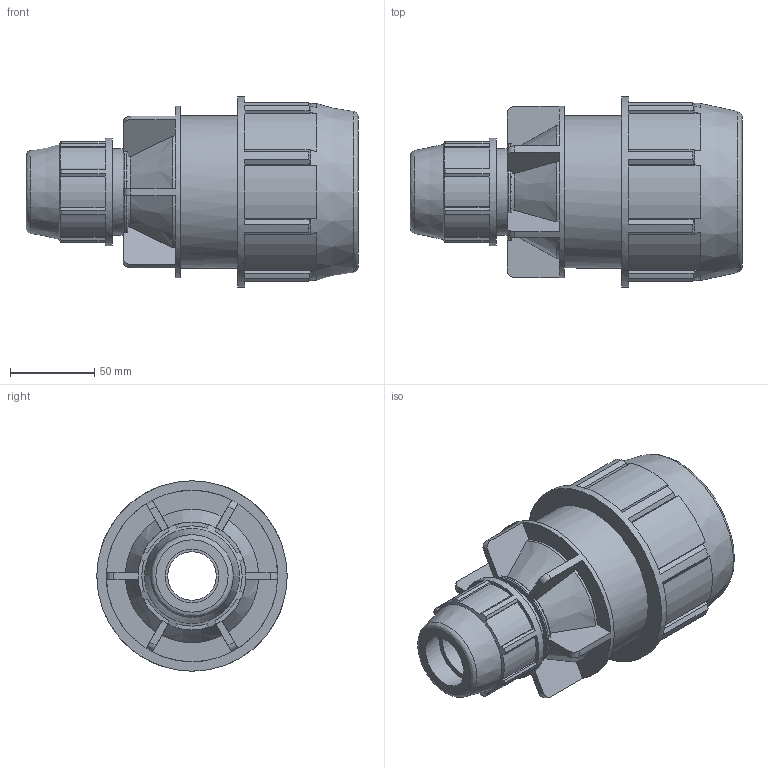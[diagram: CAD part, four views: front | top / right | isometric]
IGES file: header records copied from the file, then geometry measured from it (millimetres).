
Global section: file name: 071100063032_181100063032_0711060630320A.ipt; native system: Autodesk Inventor 2015; preprocessor: unknown; author: KIM; date: 20170606.133331; units: millimetre
Bounding box: 197 x 113 x 113 mm (x, y, z)
Volume: 684299.9 mm3; surface area: 112743 mm2
Topology: 1 solids, 1 shells, 225 faces, 663 edges, 447 vertices
Faces by surface type: plane 143, cylinder 45, revolution 20, cone 17
Full cylindrical faces by diameter (mm): 51.2 x1, 64 x1, 90.4 x1, 101.7 x1, 113 x1
